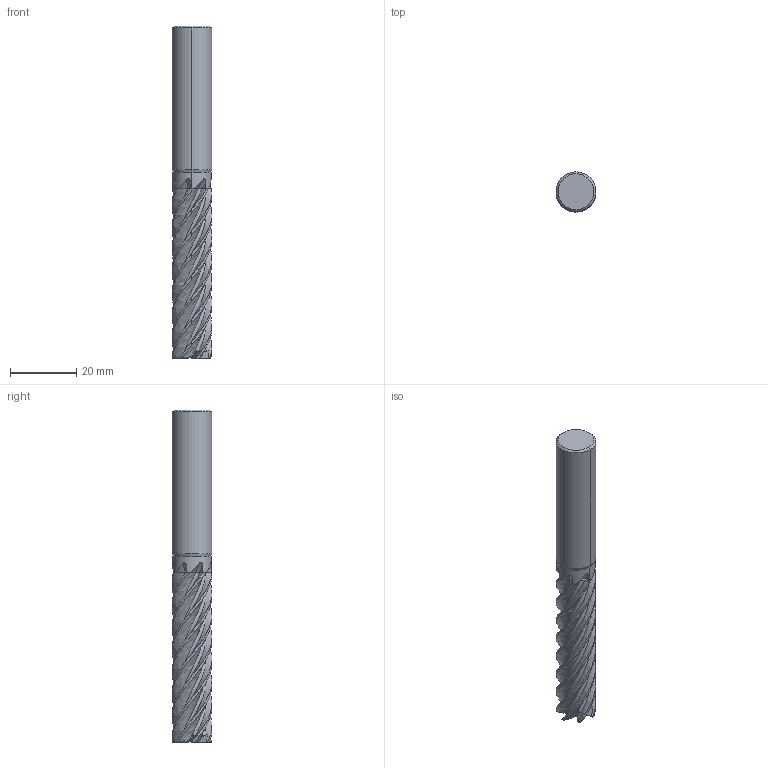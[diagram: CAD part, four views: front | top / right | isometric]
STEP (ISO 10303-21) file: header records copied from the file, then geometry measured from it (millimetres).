
FILE_DESCRIPTION(('no description'),'unknown implementation level');
FILE_NAME('EXM1-M04-0043-12-Detail.stp',' ',('CIMSOURCE GmbH'),('CADClick - KiM GmbH - www.kimweb.de'),'unknown preprocess','ACIS','unknown authorization');
FILE_SCHEMA(('automotive_design'));
Length unit declared in the file: millimetre
Products named in the file (2): NOCUT; CUT
Bounding box: 12 x 12 x 100 mm (x, y, z)
Volume: 8987.8 mm3; surface area: 6820.4 mm2
Topology: 2 solids, 2 shells, 204 faces, 589 edges, 387 vertices
Faces by surface type: plane 86, bspline 56, cone 31, revolution 21, cylinder 10
Entity records: 42400 total; most frequent: CARTESIAN_POINT 31023, STYLED_ITEM 1182, PRESENTATION_STYLE_ASSIGNMENT 1182, COLOUR_RGB 1182, ORIENTED_EDGE 1178, DIRECTION 782, EDGE_CURVE 589, CURVE_STYLE 589
